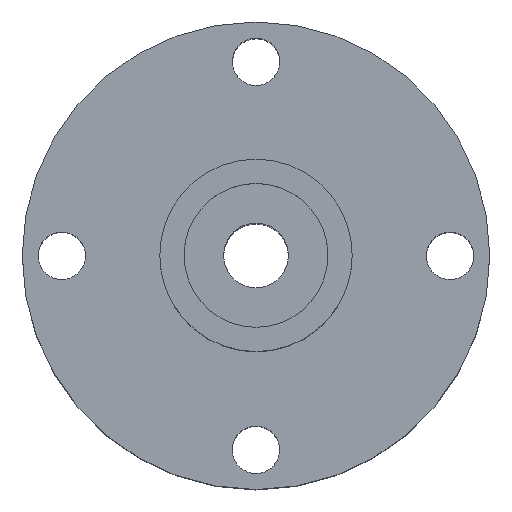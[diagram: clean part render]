
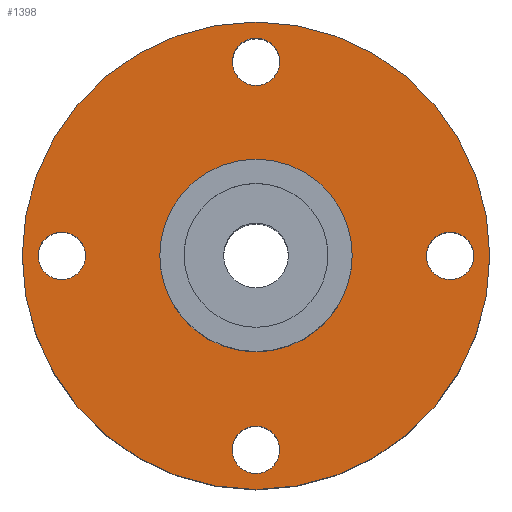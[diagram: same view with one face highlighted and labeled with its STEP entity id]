
A CAD part, top view. The second image highlights one B-rep face of the part: STEP entity #1398.
In plain terms, the highlighted planar face has unit normal (0, 0, 1).
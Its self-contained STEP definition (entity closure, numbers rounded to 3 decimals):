
#899 = CYLINDRICAL_SURFACE('',#900,65.);
#900 = AXIS2_PLACEMENT_3D('',#901,#902,#903);
#901 = CARTESIAN_POINT('',(0.,0.,116.));
#902 = DIRECTION('',(-0.,-0.,-1.));
#903 = DIRECTION('',(1.,0.,0.));
#934 = CYLINDRICAL_SURFACE('',#935,6.6);
#935 = AXIS2_PLACEMENT_3D('',#936,#937,#938);
#936 = CARTESIAN_POINT('',(-54.006,-0.016,131.));
#937 = DIRECTION('',(0.,0.,-1.));
#938 = DIRECTION('',(1.,0.,0.));
#969 = CYLINDRICAL_SURFACE('',#970,6.6);
#970 = AXIS2_PLACEMENT_3D('',#971,#972,#973);
#971 = CARTESIAN_POINT('',(0.006,53.939,131.));
#972 = DIRECTION('',(0.,0.,-1.));
#973 = DIRECTION('',(1.,0.,0.));
#1007 = CYLINDRICAL_SURFACE('',#1008,6.6);
#1008 = AXIS2_PLACEMENT_3D('',#1009,#1010,#1011);
#1009 = CARTESIAN_POINT('',(53.959,-0.046,131.));
#1010 = DIRECTION('',(0.,0.,-1.));
#1011 = DIRECTION('',(1.,0.,0.));
#1042 = CYLINDRICAL_SURFACE('',#1043,6.6);
#1043 = AXIS2_PLACEMENT_3D('',#1044,#1045,#1046);
#1044 = CARTESIAN_POINT('',(-0.019,-53.955,131.));
#1045 = DIRECTION('',(0.,0.,-1.));
#1046 = DIRECTION('',(1.,0.,0.));
#1093 = VERTEX_POINT('',#1094);
#1094 = CARTESIAN_POINT('',(65.,0.,131.));
#1115 = EDGE_CURVE('',#1093,#1093,#1116,.T.);
#1116 = SURFACE_CURVE('',#1117,(#1122,#1129),.PCURVE_S1.);
#1117 = CIRCLE('',#1118,65.);
#1118 = AXIS2_PLACEMENT_3D('',#1119,#1120,#1121);
#1119 = CARTESIAN_POINT('',(0.,0.,131.));
#1120 = DIRECTION('',(0.,0.,1.));
#1121 = DIRECTION('',(1.,0.,0.));
#1122 = PCURVE('',#899,#1123);
#1123 = DEFINITIONAL_REPRESENTATION('',(#1124),#1128);
#1124 = LINE('',#1125,#1126);
#1125 = CARTESIAN_POINT('',(-0.,-15.));
#1126 = VECTOR('',#1127,1.);
#1127 = DIRECTION('',(-1.,0.));
#1128 = ( GEOMETRIC_REPRESENTATION_CONTEXT(2) 
PARAMETRIC_REPRESENTATION_CONTEXT() REPRESENTATION_CONTEXT('2D SPACE',''
  ) );
#1129 = PCURVE('',#1130,#1135);
#1130 = PLANE('',#1131);
#1131 = AXIS2_PLACEMENT_3D('',#1132,#1133,#1134);
#1132 = CARTESIAN_POINT('',(0.,0.,131.));
#1133 = DIRECTION('',(0.,0.,1.));
#1134 = DIRECTION('',(1.,0.,0.));
#1135 = DEFINITIONAL_REPRESENTATION('',(#1136),#1140);
#1136 = CIRCLE('',#1137,65.);
#1137 = AXIS2_PLACEMENT_2D('',#1138,#1139);
#1138 = CARTESIAN_POINT('',(0.,0.));
#1139 = DIRECTION('',(1.,-0.));
#1140 = ( GEOMETRIC_REPRESENTATION_CONTEXT(2) 
PARAMETRIC_REPRESENTATION_CONTEXT() REPRESENTATION_CONTEXT('2D SPACE',''
  ) );
#1148 = VERTEX_POINT('',#1149);
#1149 = CARTESIAN_POINT('',(-47.406,-0.016,131.));
#1170 = EDGE_CURVE('',#1148,#1148,#1171,.T.);
#1171 = SURFACE_CURVE('',#1172,(#1177,#1184),.PCURVE_S1.);
#1172 = CIRCLE('',#1173,6.6);
#1173 = AXIS2_PLACEMENT_3D('',#1174,#1175,#1176);
#1174 = CARTESIAN_POINT('',(-54.006,-0.016,131.));
#1175 = DIRECTION('',(0.,0.,1.));
#1176 = DIRECTION('',(1.,0.,0.));
#1177 = PCURVE('',#934,#1178);
#1178 = DEFINITIONAL_REPRESENTATION('',(#1179),#1183);
#1179 = LINE('',#1180,#1181);
#1180 = CARTESIAN_POINT('',(-0.,0.));
#1181 = VECTOR('',#1182,1.);
#1182 = DIRECTION('',(-1.,0.));
#1183 = ( GEOMETRIC_REPRESENTATION_CONTEXT(2) 
PARAMETRIC_REPRESENTATION_CONTEXT() REPRESENTATION_CONTEXT('2D SPACE',''
  ) );
#1184 = PCURVE('',#1130,#1185);
#1185 = DEFINITIONAL_REPRESENTATION('',(#1186),#1190);
#1186 = CIRCLE('',#1187,6.6);
#1187 = AXIS2_PLACEMENT_2D('',#1188,#1189);
#1188 = CARTESIAN_POINT('',(-54.006,-0.016));
#1189 = DIRECTION('',(1.,0.));
#1190 = ( GEOMETRIC_REPRESENTATION_CONTEXT(2) 
PARAMETRIC_REPRESENTATION_CONTEXT() REPRESENTATION_CONTEXT('2D SPACE',''
  ) );
#1198 = VERTEX_POINT('',#1199);
#1199 = CARTESIAN_POINT('',(6.606,53.939,131.));
#1220 = EDGE_CURVE('',#1198,#1198,#1221,.T.);
#1221 = SURFACE_CURVE('',#1222,(#1227,#1234),.PCURVE_S1.);
#1222 = CIRCLE('',#1223,6.6);
#1223 = AXIS2_PLACEMENT_3D('',#1224,#1225,#1226);
#1224 = CARTESIAN_POINT('',(0.006,53.939,131.));
#1225 = DIRECTION('',(0.,0.,1.));
#1226 = DIRECTION('',(1.,0.,0.));
#1227 = PCURVE('',#969,#1228);
#1228 = DEFINITIONAL_REPRESENTATION('',(#1229),#1233);
#1229 = LINE('',#1230,#1231);
#1230 = CARTESIAN_POINT('',(-0.,0.));
#1231 = VECTOR('',#1232,1.);
#1232 = DIRECTION('',(-1.,0.));
#1233 = ( GEOMETRIC_REPRESENTATION_CONTEXT(2) 
PARAMETRIC_REPRESENTATION_CONTEXT() REPRESENTATION_CONTEXT('2D SPACE',''
  ) );
#1234 = PCURVE('',#1130,#1235);
#1235 = DEFINITIONAL_REPRESENTATION('',(#1236),#1240);
#1236 = CIRCLE('',#1237,6.6);
#1237 = AXIS2_PLACEMENT_2D('',#1238,#1239);
#1238 = CARTESIAN_POINT('',(0.006,53.939));
#1239 = DIRECTION('',(1.,0.));
#1240 = ( GEOMETRIC_REPRESENTATION_CONTEXT(2) 
PARAMETRIC_REPRESENTATION_CONTEXT() REPRESENTATION_CONTEXT('2D SPACE',''
  ) );
#1248 = VERTEX_POINT('',#1249);
#1249 = CARTESIAN_POINT('',(60.559,-0.046,131.));
#1270 = EDGE_CURVE('',#1248,#1248,#1271,.T.);
#1271 = SURFACE_CURVE('',#1272,(#1277,#1284),.PCURVE_S1.);
#1272 = CIRCLE('',#1273,6.6);
#1273 = AXIS2_PLACEMENT_3D('',#1274,#1275,#1276);
#1274 = CARTESIAN_POINT('',(53.959,-0.046,131.));
#1275 = DIRECTION('',(0.,0.,1.));
#1276 = DIRECTION('',(1.,0.,0.));
#1277 = PCURVE('',#1007,#1278);
#1278 = DEFINITIONAL_REPRESENTATION('',(#1279),#1283);
#1279 = LINE('',#1280,#1281);
#1280 = CARTESIAN_POINT('',(-0.,0.));
#1281 = VECTOR('',#1282,1.);
#1282 = DIRECTION('',(-1.,0.));
#1283 = ( GEOMETRIC_REPRESENTATION_CONTEXT(2) 
PARAMETRIC_REPRESENTATION_CONTEXT() REPRESENTATION_CONTEXT('2D SPACE',''
  ) );
#1284 = PCURVE('',#1130,#1285);
#1285 = DEFINITIONAL_REPRESENTATION('',(#1286),#1290);
#1286 = CIRCLE('',#1287,6.6);
#1287 = AXIS2_PLACEMENT_2D('',#1288,#1289);
#1288 = CARTESIAN_POINT('',(53.959,-0.046));
#1289 = DIRECTION('',(1.,0.));
#1290 = ( GEOMETRIC_REPRESENTATION_CONTEXT(2) 
PARAMETRIC_REPRESENTATION_CONTEXT() REPRESENTATION_CONTEXT('2D SPACE',''
  ) );
#1298 = VERTEX_POINT('',#1299);
#1299 = CARTESIAN_POINT('',(6.581,-53.955,131.));
#1320 = EDGE_CURVE('',#1298,#1298,#1321,.T.);
#1321 = SURFACE_CURVE('',#1322,(#1327,#1334),.PCURVE_S1.);
#1322 = CIRCLE('',#1323,6.6);
#1323 = AXIS2_PLACEMENT_3D('',#1324,#1325,#1326);
#1324 = CARTESIAN_POINT('',(-0.019,-53.955,131.));
#1325 = DIRECTION('',(0.,0.,1.));
#1326 = DIRECTION('',(1.,0.,0.));
#1327 = PCURVE('',#1042,#1328);
#1328 = DEFINITIONAL_REPRESENTATION('',(#1329),#1333);
#1329 = LINE('',#1330,#1331);
#1330 = CARTESIAN_POINT('',(-0.,0.));
#1331 = VECTOR('',#1332,1.);
#1332 = DIRECTION('',(-1.,0.));
#1333 = ( GEOMETRIC_REPRESENTATION_CONTEXT(2) 
PARAMETRIC_REPRESENTATION_CONTEXT() REPRESENTATION_CONTEXT('2D SPACE',''
  ) );
#1334 = PCURVE('',#1130,#1335);
#1335 = DEFINITIONAL_REPRESENTATION('',(#1336),#1340);
#1336 = CIRCLE('',#1337,6.6);
#1337 = AXIS2_PLACEMENT_2D('',#1338,#1339);
#1338 = CARTESIAN_POINT('',(-0.019,-53.955));
#1339 = DIRECTION('',(1.,0.));
#1340 = ( GEOMETRIC_REPRESENTATION_CONTEXT(2) 
PARAMETRIC_REPRESENTATION_CONTEXT() REPRESENTATION_CONTEXT('2D SPACE',''
  ) );
#1398 = ADVANCED_FACE('',(#1399,#1402,#1405,#1436,#1439,#1442),#1130,.T.
  );
#1399 = FACE_BOUND('',#1400,.T.);
#1400 = EDGE_LOOP('',(#1401));
#1401 = ORIENTED_EDGE('',*,*,#1115,.T.);
#1402 = FACE_BOUND('',#1403,.T.);
#1403 = EDGE_LOOP('',(#1404));
#1404 = ORIENTED_EDGE('',*,*,#1320,.F.);
#1405 = FACE_BOUND('',#1406,.T.);
#1406 = EDGE_LOOP('',(#1407));
#1407 = ORIENTED_EDGE('',*,*,#1408,.F.);
#1408 = EDGE_CURVE('',#1409,#1409,#1411,.T.);
#1409 = VERTEX_POINT('',#1410);
#1410 = CARTESIAN_POINT('',(26.75,0.,131.));
#1411 = SURFACE_CURVE('',#1412,(#1417,#1424),.PCURVE_S1.);
#1412 = CIRCLE('',#1413,26.75);
#1413 = AXIS2_PLACEMENT_3D('',#1414,#1415,#1416);
#1414 = CARTESIAN_POINT('',(0.,0.,131.));
#1415 = DIRECTION('',(0.,0.,1.));
#1416 = DIRECTION('',(1.,0.,0.));
#1417 = PCURVE('',#1130,#1418);
#1418 = DEFINITIONAL_REPRESENTATION('',(#1419),#1423);
#1419 = CIRCLE('',#1420,26.75);
#1420 = AXIS2_PLACEMENT_2D('',#1421,#1422);
#1421 = CARTESIAN_POINT('',(0.,0.));
#1422 = DIRECTION('',(1.,0.));
#1423 = ( GEOMETRIC_REPRESENTATION_CONTEXT(2) 
PARAMETRIC_REPRESENTATION_CONTEXT() REPRESENTATION_CONTEXT('2D SPACE',''
  ) );
#1424 = PCURVE('',#1425,#1430);
#1425 = CYLINDRICAL_SURFACE('',#1426,26.75);
#1426 = AXIS2_PLACEMENT_3D('',#1427,#1428,#1429);
#1427 = CARTESIAN_POINT('',(0.,0.,131.));
#1428 = DIRECTION('',(-0.,-0.,-1.));
#1429 = DIRECTION('',(1.,0.,0.));
#1430 = DEFINITIONAL_REPRESENTATION('',(#1431),#1435);
#1431 = LINE('',#1432,#1433);
#1432 = CARTESIAN_POINT('',(-0.,0.));
#1433 = VECTOR('',#1434,1.);
#1434 = DIRECTION('',(-1.,0.));
#1435 = ( GEOMETRIC_REPRESENTATION_CONTEXT(2) 
PARAMETRIC_REPRESENTATION_CONTEXT() REPRESENTATION_CONTEXT('2D SPACE',''
  ) );
#1436 = FACE_BOUND('',#1437,.T.);
#1437 = EDGE_LOOP('',(#1438));
#1438 = ORIENTED_EDGE('',*,*,#1270,.F.);
#1439 = FACE_BOUND('',#1440,.T.);
#1440 = EDGE_LOOP('',(#1441));
#1441 = ORIENTED_EDGE('',*,*,#1220,.F.);
#1442 = FACE_BOUND('',#1443,.T.);
#1443 = EDGE_LOOP('',(#1444));
#1444 = ORIENTED_EDGE('',*,*,#1170,.F.);
